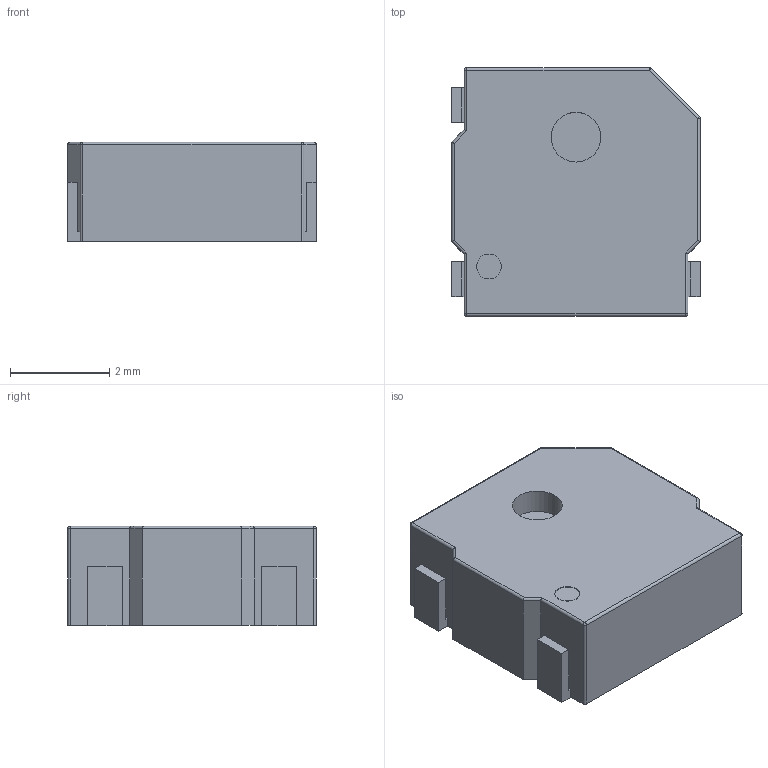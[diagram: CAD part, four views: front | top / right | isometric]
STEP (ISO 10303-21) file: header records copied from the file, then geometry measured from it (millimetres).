
FILE_DESCRIPTION(/* description */ (''),/* implementation_level */ '2;1');
FILE_NAME(/* name */ 'CUI - CSS-0575A-SMT.step',/* time_stamp */ '2020-04-17T14:33:54+01:00',/* author */ (''),/* organization */ (''),/* preprocessor_version */ 'ST-DEVELOPER v18.1',/* originating_system */ 'Autodesk Translation Framework v9.2.0.1227',/* authorisation */ '');
FILE_SCHEMA (('AUTOMOTIVE_DESIGN { 1 0 10303 214 3 1 1 }'));
Length unit declared in the file: millimetre
Products named in the file (1): CUI - CSS-0575A-SMT-TR
Bounding box: 5 x 5 x 2 mm (x, y, z)
Volume: 46.8 mm3; surface area: 92.9 mm2
Topology: 1 solids, 1 shells, 66 faces, 165 edges, 105 vertices
Faces by surface type: plane 41, cylinder 20, sphere 5
Full cylindrical faces by diameter (mm): 0.5 x1, 0.6 x2, 1 x1
Entity records: 2022 total; most frequent: DIRECTION 339, CARTESIAN_POINT 337, ORIENTED_EDGE 330, EDGE_CURVE 165, LINE 125, VECTOR 125, AXIS2_PLACEMENT_3D 107, VERTEX_POINT 105
